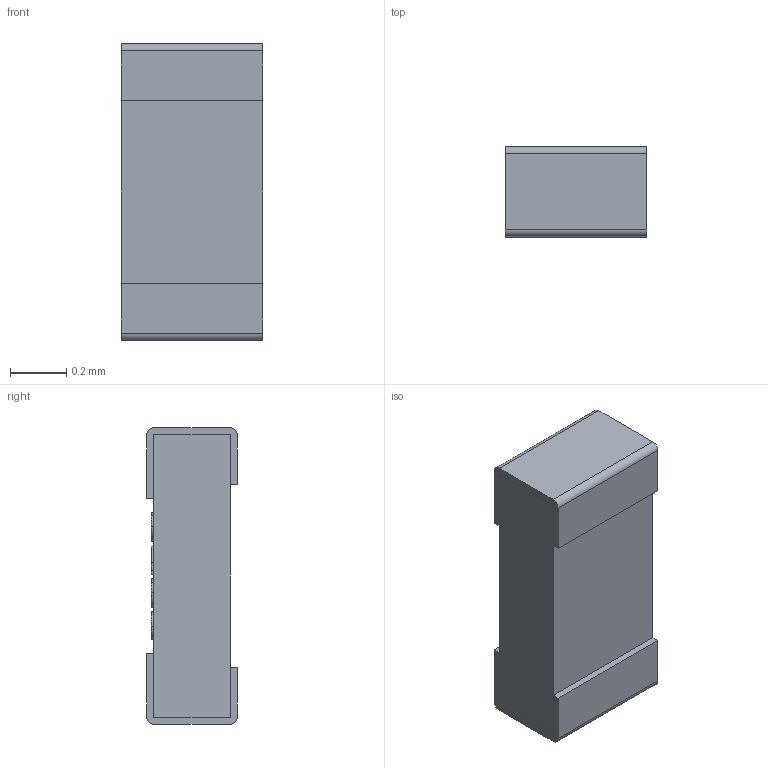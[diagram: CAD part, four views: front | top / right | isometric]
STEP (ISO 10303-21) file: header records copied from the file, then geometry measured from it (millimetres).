
FILE_DESCRIPTION (( 'STEP AP214' ), '1' );
FILE_NAME ('Stackpole CSR0402 Res.STEP', '2016-03-15T23:55:59', ( '' ), ( '' ), 'SwSTEP 2.0', 'SolidWorks 2015', '' );
FILE_SCHEMA (( 'AUTOMOTIVE_DESIGN' ));
Length unit declared in the file: millimetre
Products named in the file (1): Stackpole CSR0402 Res
Bounding box: 0.5 x 0.32 x 1.05 mm (x, y, z)
Volume: 0.2 mm3; surface area: 3.4 mm2
Topology: 3 solids, 3 shells, 84 faces, 213 edges, 142 vertices
Faces by surface type: plane 54, bspline 26, cylinder 4
Entity records: 4762 total; most frequent: CARTESIAN_POINT 2242, ORIENTED_EDGE 426, DIRECTION 287, EDGE_CURVE 213, VECTOR 153, LINE 153, VERTEX_POINT 142, EDGE_LOOP 91
